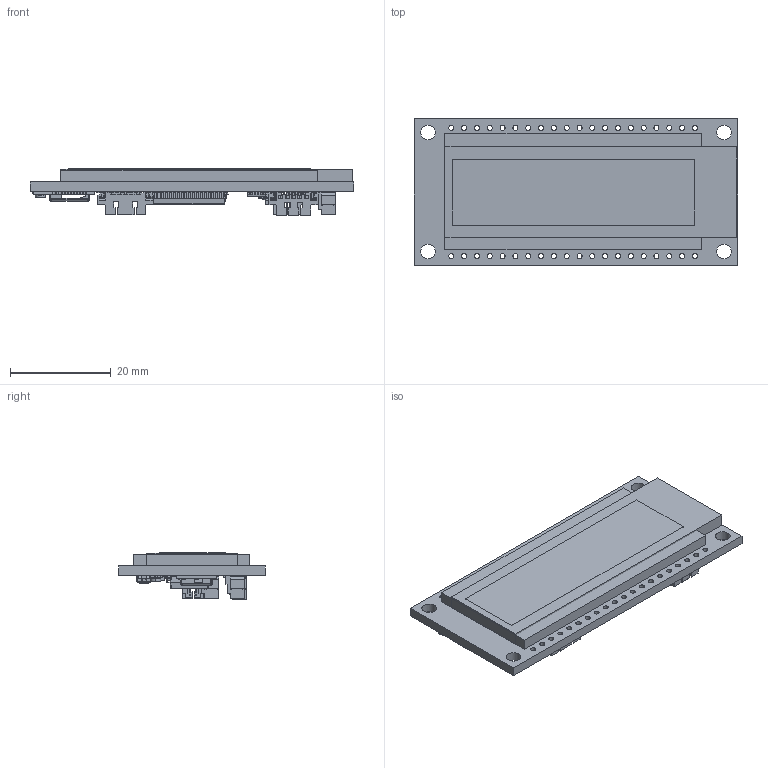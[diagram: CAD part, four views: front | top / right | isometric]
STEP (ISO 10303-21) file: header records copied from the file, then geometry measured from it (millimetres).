
FILE_DESCRIPTION(('Open CASCADE Model'),'2;1');
FILE_NAME('Open CASCADE Shape Model','2024-07-23T22:30:17',('Author'),( 'Open CASCADE'),'Open CASCADE STEP processor 7.5','Open CASCADE 7.5' ,'Unknown');
FILE_SCHEMA(('AUTOMOTIVE_DESIGN { 1 0 10303 214 1 1 1 1 }'));
Length unit declared in the file: millimetre
Products named in the file (63): PCB; Board; Open CASCADE STEP translator 7.5 1.1.1; X3; 533980471; Open CASCADE STEP translator 7.5 1.2.1.1; Open CASCADE STEP translator 7.5 1.2.1.2; X2; 533980271; Open CASCADE STEP translator 7.5 1.3.1.1; Open CASCADE STEP translator 7.5 1.3.1.2; X6; 533980371; Open CASCADE STEP translator 7.5 1.4.1.1; Open CASCADE STEP translator 7.5 1.4.1.2; BK1; 6035535920; Extruded; 6035535760; U5; UQFN20_4X4MM; X4; 533980571; Open CASCADE STEP translator 7.5 1.7.1.1; Open CASCADE STEP translator 7.5 1.7.1.2; U14; TSSOP16-1; LCD2; 6035535280; 6035535120; SW5; 434153017835; Frame; Cover; Stem; Terminal_l; Terminal_r; SW4; SW3; SW2 ...
Assembly tree (107 placements, depth 6):
  PCB
    Board
      Open CASCADE STEP translator 7.5 1.1.1
    X3
      533980471
        Open CASCADE STEP translator 7.5 1.2.1.1
        Open CASCADE STEP translator 7.5 1.2.1.2
    X2
      533980271
        Open CASCADE STEP translator 7.5 1.3.1.1
        Open CASCADE STEP translator 7.5 1.3.1.2
    X6
      533980371
        Open CASCADE STEP translator 7.5 1.4.1.1
        Open CASCADE STEP translator 7.5 1.4.1.2
    BK1
      6035535920
        Extruded
      6035535760
        Extruded
    U5
      UQFN20_4X4MM
    X4
      533980571
        Open CASCADE STEP translator 7.5 1.7.1.1
        Open CASCADE STEP translator 7.5 1.7.1.2
    U14
      TSSOP16-1
    LCD2
      6035535280
        Extruded
      6035535120
    SW5
      434153017835
        Frame
        Cover
        Stem
        Terminal_l  x2
        Terminal_r  x2
    SW4
      434153017835
        Frame
        Cover
        Stem
        Terminal_l  x2
        Terminal_r  x2
    SW3
      434153017835
        Frame
        Cover
        Stem
        Terminal_l  x2
        Terminal_r  x2
    SW2
      434153017835
        Frame
        Cover
        Stem
        Terminal_l  x2
        Terminal_r  x2
Bounding box: 64 x 29 x 9.19 mm (x, y, z)
Volume: 11940.2 mm3; surface area: 14568.8 mm2
Topology: 96 solids, 99 shells, 4589 faces, 11505 edges, 7327 vertices
Faces by surface type: plane 3598, cylinder 867, sphere 76, torus 28, bspline 16, cone 4
Full cylindrical faces by diameter (mm): 0.12 x80, 0.7 x4, 0.8 x4, 0.95 x1, 1 x40, 2.9 x4
Entity records: 97241 total; most frequent: CARTESIAN_POINT 16342, ORIENTED_EDGE 14333, DIRECTION 13857, EDGE_CURVE 7167, LINE 6145, VECTOR 6145, VERTEX_POINT 4603, AXIS2_PLACEMENT_3D 3856
